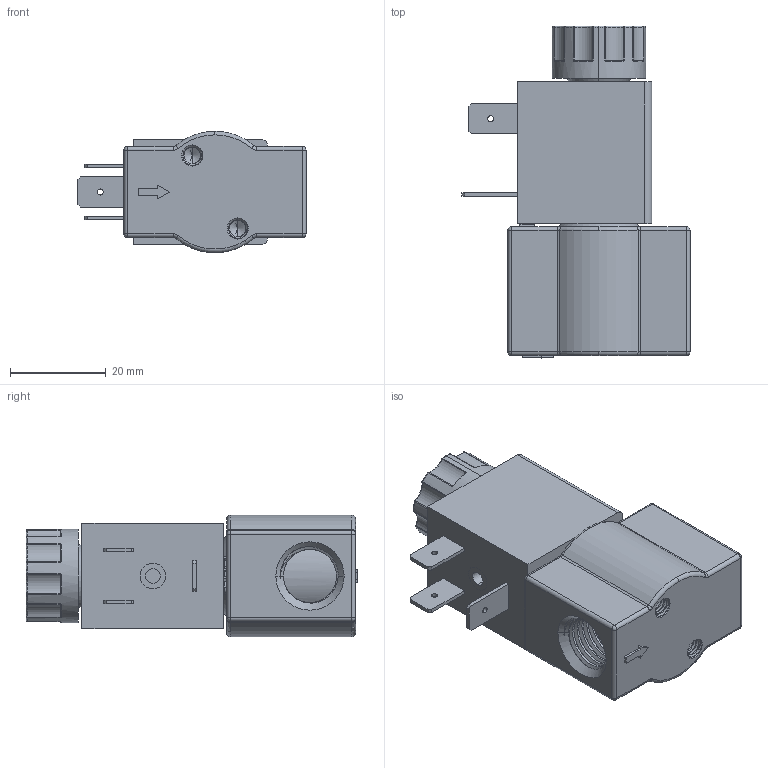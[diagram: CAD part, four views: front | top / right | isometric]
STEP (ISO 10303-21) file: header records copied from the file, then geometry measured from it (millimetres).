
FILE_DESCRIPTION (( 'STEP AP203' ), '1' );
FILE_NAME ('SC311YxxxxIBxx.STEP', '2023-10-17T15:37:52', ( '' ), ( '' ), 'SwSTEP 2.0', 'SolidWorks 2023', '' );
FILE_SCHEMA (( 'CONFIG_CONTROL_DESIGN' ));
Length unit declared in the file: inch
Products named in the file (1): SC311YxxxxIBxx
Bounding box: 47.68 x 69.39 x 25.4 mm (x, y, z)
Volume: 40917.1 mm3; surface area: 11471.2 mm2
Topology: 1 solids, 1 shells, 421 faces, 1073 edges, 635 vertices
Faces by surface type: cylinder 144, plane 87, torus 73, bspline 71, sphere 28, cone 18
Entity records: 25035 total; most frequent: CARTESIAN_POINT 15904, ORIENTED_EDGE 2062, DIRECTION 1744, EDGE_CURVE 1031, AXIS2_PLACEMENT_3D 695, VERTEX_POINT 629, EDGE_LOOP 444, FACE_OUTER_BOUND 421
